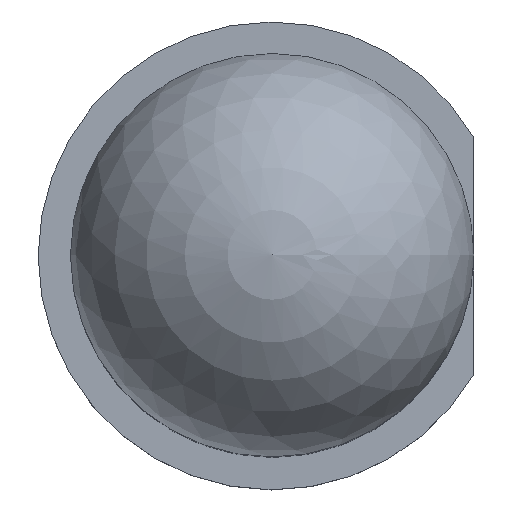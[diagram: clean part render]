
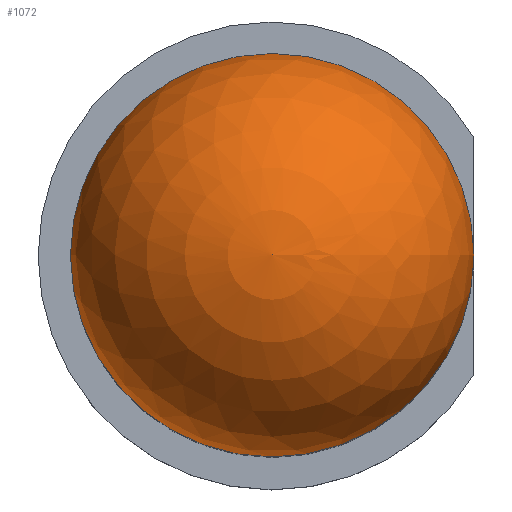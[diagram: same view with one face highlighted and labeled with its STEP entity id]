
A CAD part, top view. The second image highlights one B-rep face of the part: STEP entity #1072.
In plain terms, the highlighted spherical face has radius 2.5 mm.
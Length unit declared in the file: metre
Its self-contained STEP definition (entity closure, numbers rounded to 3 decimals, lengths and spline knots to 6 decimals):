
#42=SPHERICAL_SURFACE('',#1196,0.0025);
#48=CIRCLE('',#1197,0.0025);
#63=ORIENTED_EDGE('',*,*,#369,.F.);
#369=EDGE_CURVE('',#520,#520,#48,.T.);
#520=VERTEX_POINT('',#1566);
#894=EDGE_LOOP('',(#63));
#956=FACE_BOUND('',#894,.T.);
#1072=ADVANCED_FACE('',(#956),#42,.T.);
#1196=AXIS2_PLACEMENT_3D('',#1564,#1282,#1283);
#1197=AXIS2_PLACEMENT_3D('',#1565,#1284,#1285);
#1282=DIRECTION('',(0.,0.,-1.));
#1283=DIRECTION('',(1.,0.,0.));
#1284=DIRECTION('',(0.,0.,-1.));
#1285=DIRECTION('',(-1.,0.,0.));
#1564=CARTESIAN_POINT('',(0.,0.,0.0062));
#1565=CARTESIAN_POINT('',(0.,0.,0.0062));
#1566=CARTESIAN_POINT('',(-0.0025,0.,0.0062));
